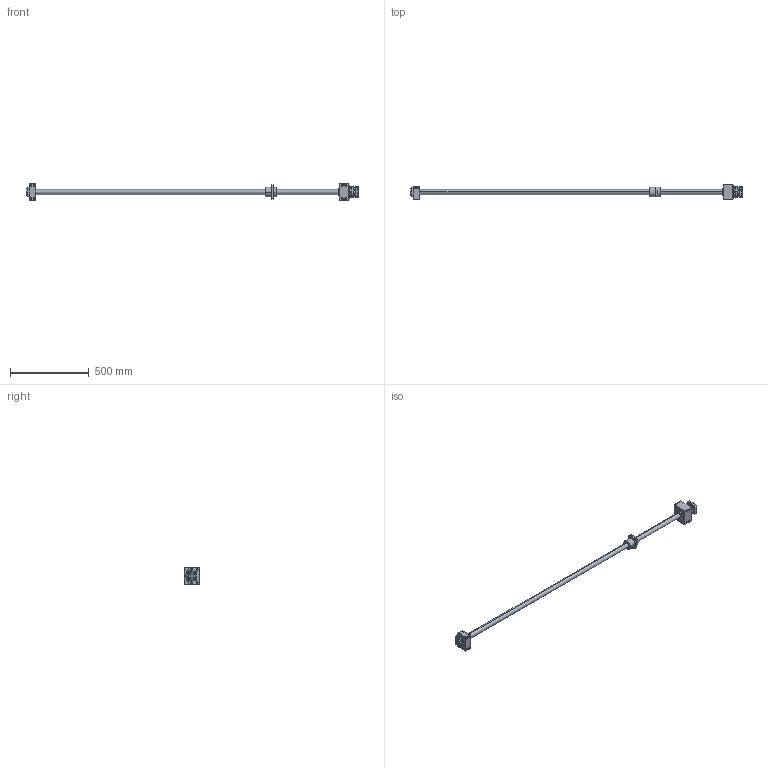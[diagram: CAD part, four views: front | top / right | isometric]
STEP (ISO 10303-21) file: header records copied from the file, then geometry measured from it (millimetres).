
FILE_DESCRIPTION (( 'STEP AP214' ), '1' );
FILE_NAME ('02THSC73232FX-1920-1750.STEP', '2023-05-11T18:42:31', ( '' ), ( '' ), 'SwSTEP 2.0', 'SolidWorks 2021', '' );
FILE_SCHEMA (( 'AUTOMOTIVE_DESIGN' ));
Length unit declared in the file: millimetre
Products named in the file (59): 1BK25_X_B2_X_D5_X_A6X_31; P1303200001_3_1; 1BK25_X_B2_X_D5_X_A6X_28; P1303200001_2_1; 1BK25_X_B2_X_D5_X_A6X_25; FLOAT-PB-ADAPT_1; AD064-1_1; 1BK25_X_B2_X_D5_X_A6X_3; 3232-FLOAT-PB_2; 1BK25_X_B2_X_D5_X_A6X_29; 1BK25_X_B2_X_D5_X_A6X; 1BK25_X_B2_X_D5_X_A6X_36; 220110416_1; 1BK25_X_B2_X_D5_X_A6X_12; 1BK25_X_B2_X_D5_X_A6X_19; 1BK25_X_B2_X_D5_X_A6X_15; 1BK25_X_B2_X_D5_X_A6X_10; AD064-1_2_1; 1BK25_X_B2_X_D5_X_A6X_39; 1BK25_X_B2_X_D5_X_A6X_6; 02THS.7831A_DWG_1_1; 1BK25_X_B2_X_D5_X_A6X_2; 1BK25_X_B2_X_D5_X_A6X_17; 233100001_1; 1BK25_X_B2_X_D5_X_A6X_20; P1303200001_1; 02THS.7731-45x18_1_1; 1BK25_X_B2_X_D5_X_A6X_26; 1BK25_X_B2_X_D5_X_A6X_16; 1BK25_X_B2_X_D5_X_A6X_13; 1BK25_X_B2_X_D5_X_A6X_24; 1BK25_X_B2_X_D5_X_A6X_21; ad0641-p0403200801_1; 1BK25_X_B2_X_D5_X_A6X_9; 1BK25_X_B2_X_D5_X_A6X_30; 1BK25_X_B2_X_D5_X_A6X_27; 1BK25_X_B2_X_D5_X_A6X_23; 02THSC73232FX-1920-1750; COVER_SET1-AD-2_ASM_1; 1BK25_X_B2_X_D5_X_A6X_8 ...
Assembly tree (72 placements, depth 6):
  02THSC73232FX-1920-1750
    3232-FLOAT-PB_2
      FLOAT-PB-ADAPT_1
        02THS.7831A_DWG_1_1
        02THS.7731-45x18_1_1
      ad0641-p0403200801_1
        AD064-1_1
        AD064-1_2_1
        COVER_SET1-AD-2_ASM_1
          P1303200001_1
            P1303200001_1
            P1303200001_3_1
          P1303200001_2_1
          233100001_1  x8
          220110416_1  x8
        P0403200801_1
        P0403200801_2_1
    SFY3232-holes_2
    CENTER-SCREW32-1916-1750_1
    BK25correct
      1BK25_X_B2_X_D5_X_A6X_23
      1BK25_X_B2_X_D5_X_A6X_33
      1BK25_X_B2_X_D5_X_A6X_32
      1BK25_X_B2_X_D5_X_A6X_19
      1BK25_X_B2_X_D5_X_A6X_6
      1BK25_X_B2_X_D5_X_A6X_16
      1BK25_X_B2_X_D5_X_A6X_14
      1BK25_X_B2_X_D5_X_A6X
      1BK25_X_B2_X_D5_X_A6X_24
      1BK25_X_B2_X_D5_X_A6X_22
      1BK25_X_B2_X_D5_X_A6X_13
      1BK25_X_B2_X_D5_X_A6X_11
      1BK25_X_B2_X_D5_X_A6X_9
      1BK25_X_B2_X_D5_X_A6X_31
      1BK25_X_B2_X_D5_X_A6X_12
      1BK25_X_B2_X_D5_X_A6X_18
      1BK25_X_B2_X_D5_X_A6X_28
      1BK25_X_B2_X_D5_X_A6X_30
      1BK25_X_B2_X_D5_X_A6X_37
      1BK25_X_B2_X_D5_X_A6X_10
      1BK25_X_B2_X_D5_X_A6X_34
      1BK25_X_B2_X_D5_X_A6X_29
      1BK25_X_B2_X_D5_X_A6X_2
      1BK25_X_B2_X_D5_X_A6X_36
      1BK25_X_B2_X_D5_X_A6X_20
      1BK25_X_B2_X_D5_X_A6X_39
      1BK25_X_B2_X_D5_X_A6X_5
      1BK25_X_B2_X_D5_X_A6X_7
      1BK25_X_B2_X_D5_X_A6X_17
      1BK25_X_B2_X_D5_X_A6X_21
      1BK25_X_B2_X_D5_X_A6X_27
      1BK25_X_B2_X_D5_X_A6X_26
      1BK25_X_B2_X_D5_X_A6X_4
      1BK25_X_B2_X_D5_X_A6X_35
      1BK25_X_B2_X_D5_X_A6X_8
      1BK25_X_B2_X_D5_X_A6X_15
      1BK25_X_B2_X_D5_X_A6X_25
      1BK25_X_B2_X_D5_X_A6X_3
      1BK25_X_B2_X_D5_X_A6X_38
Bounding box: 2102 x 96 x 108 mm (x, y, z)
Volume: 2660254.8 mm3; surface area: 469739.2 mm2
Topology: 62 solids, 89 shells, 1350 faces, 3248 edges, 1969 vertices
Faces by surface type: cylinder 572, plane 350, cone 232, bspline 156, torus 40
Entity records: 48050 total; most frequent: CARTESIAN_POINT 15095, DIRECTION 5465, ORIENTED_EDGE 4904, EDGE_CURVE 2508, AXIS2_PLACEMENT_3D 2294, VERTEX_POINT 1619, EDGE_LOOP 1363, CIRCLE 1284
